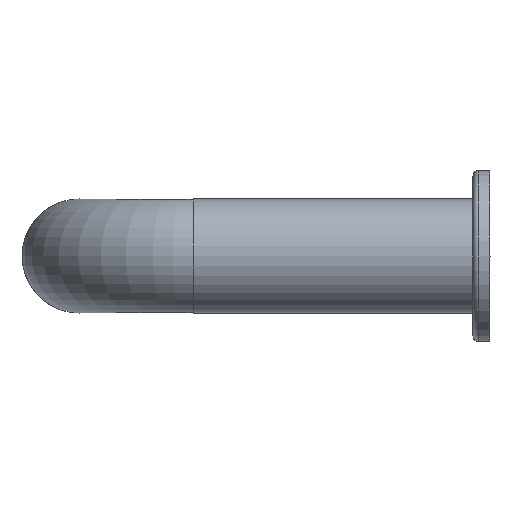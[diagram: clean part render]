
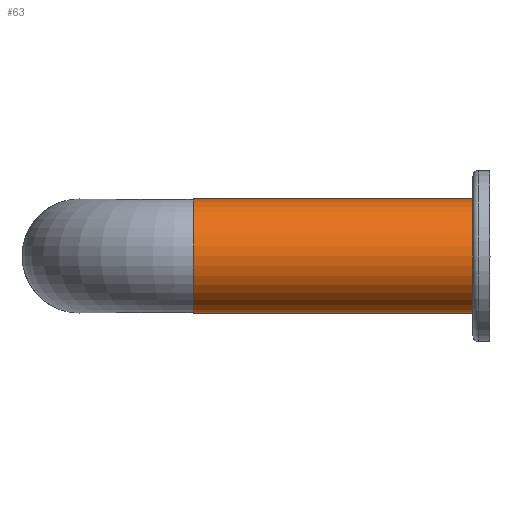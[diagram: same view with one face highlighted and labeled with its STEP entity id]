
A CAD part, left-side view. The second image highlights one B-rep face of the part: STEP entity #63.
In plain terms, the highlighted cylindrical face has radius 5 mm (diameter 10 mm), a full revolution.
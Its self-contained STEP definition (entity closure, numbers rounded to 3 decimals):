
#63 = ADVANCED_FACE( '', ( #144, #145 ), #146, .T. );
#144 = FACE_OUTER_BOUND( '', #251, .T. );
#145 = FACE_OUTER_BOUND( '', #252, .T. );
#146 = CYLINDRICAL_SURFACE( '', #253, 5. );
#251 = EDGE_LOOP( '', ( #366 ) );
#252 = EDGE_LOOP( '', ( #367 ) );
#253 = AXIS2_PLACEMENT_3D( '', #368, #369, #370 );
#366 = ORIENTED_EDGE( '', *, *, #492, .F. );
#367 = ORIENTED_EDGE( '', *, *, #493, .T. );
#368 = CARTESIAN_POINT( '', ( 5., 0., 0. ) );
#369 = DIRECTION( '', ( 0., 1., 0. ) );
#370 = DIRECTION( '', ( 0., 0., -1. ) );
#492 = EDGE_CURVE( '', #554, #554, #555, .T. );
#493 = EDGE_CURVE( '', #556, #556, #557, .T. );
#554 = VERTEX_POINT( '', #627 );
#555 = CIRCLE( '', #628, 5. );
#556 = VERTEX_POINT( '', #629 );
#557 = CIRCLE( '', #630, 5. );
#627 = CARTESIAN_POINT( '', ( 5., 1.5, -5. ) );
#628 = AXIS2_PLACEMENT_3D( '', #703, #704, #705 );
#629 = CARTESIAN_POINT( '', ( 5., 26., -5. ) );
#630 = AXIS2_PLACEMENT_3D( '', #706, #707, #708 );
#703 = CARTESIAN_POINT( '', ( 5., 1.5, 0. ) );
#704 = DIRECTION( '', ( 0., -1., 0. ) );
#705 = DIRECTION( '', ( 0., 0., -1. ) );
#706 = CARTESIAN_POINT( '', ( 5., 26., 0. ) );
#707 = DIRECTION( '', ( 0., -1., 0. ) );
#708 = DIRECTION( '', ( 0., 0., -1. ) );
